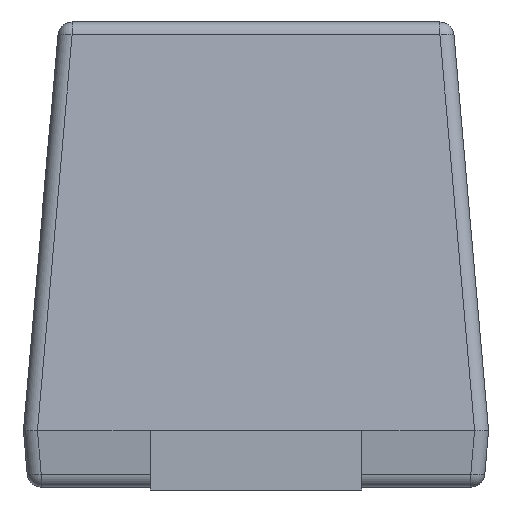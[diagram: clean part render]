
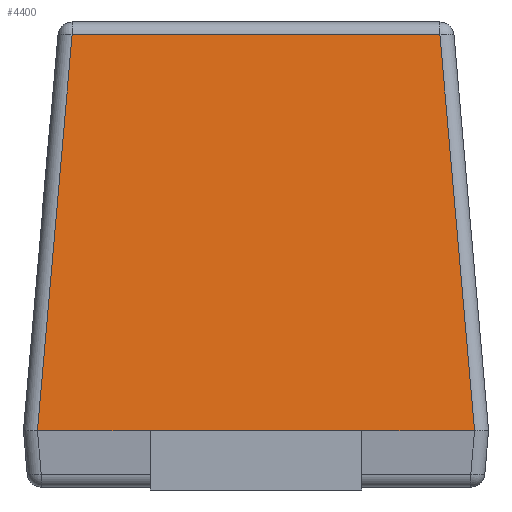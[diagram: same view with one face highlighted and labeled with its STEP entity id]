
A CAD part, left-side view. The second image highlights one B-rep face of the part: STEP entity #4400.
In plain terms, the highlighted planar face has unit normal (-0.996, 0, 0.087).
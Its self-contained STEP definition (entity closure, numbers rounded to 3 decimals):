
#122 = CARTESIAN_POINT ( 'NONE',  ( -1.325, 0.776, -0.004 ) ) ;
#684 = LINE ( 'NONE', #7878, #12371 ) ;
#1252 = ORIENTED_EDGE ( 'NONE', *, *, #1991, .T. ) ;
#1574 = FACE_OUTER_BOUND ( 'NONE', #11981, .T. ) ;
#1756 = CARTESIAN_POINT ( 'NONE',  ( -1.325, -0.375, 0. ) ) ;
#1933 = VERTEX_POINT ( 'NONE', #2439 ) ;
#1991 = EDGE_CURVE ( 'NONE', #4235, #8998, #684, .T. ) ;
#2389 = EDGE_CURVE ( 'NONE', #11246, #7688, #12166, .T. ) ;
#2439 = CARTESIAN_POINT ( 'NONE',  ( -1.325, 0.375, 0. ) ) ;
#2459 = EDGE_CURVE ( 'NONE', #8998, #12746, #7257, .T. ) ;
#2615 = LINE ( 'NONE', #4704, #10887 ) ;
#2718 = DIRECTION ( 'NONE',  ( -0.996, 0., 0.087 ) ) ;
#3625 = DIRECTION ( 'NONE',  ( 0., -1., 0. ) ) ;
#3662 = VECTOR ( 'NONE', #4222, 1000. ) ;
#4222 = DIRECTION ( 'NONE',  ( -0.087, 0.087, -0.992 ) ) ;
#4235 = VERTEX_POINT ( 'NONE', #9001 ) ;
#4241 = ORIENTED_EDGE ( 'NONE', *, *, #7307, .T. ) ;
#4365 = CARTESIAN_POINT ( 'NONE',  ( -1.202, 0.652, 1.404 ) ) ;
#4400 = ADVANCED_FACE ( 'NONE', ( #1574 ), #10810, .T. ) ;
#4454 = CARTESIAN_POINT ( 'NONE',  ( -1.325, 0.775, 0. ) ) ;
#4704 = CARTESIAN_POINT ( 'NONE',  ( -1.325, 0.825, 0. ) ) ;
#5007 = DIRECTION ( 'NONE',  ( 0., 1., 0. ) ) ;
#5049 = DIRECTION ( 'NONE',  ( 0., -1., 0. ) ) ;
#5303 = AXIS2_PLACEMENT_3D ( 'NONE', #8372, #2718, #9962 ) ;
#5478 = DIRECTION ( 'NONE',  ( 0., -1., 0. ) ) ;
#5743 = CARTESIAN_POINT ( 'NONE',  ( -1.325, -0.775, 0. ) ) ;
#6107 = EDGE_CURVE ( 'NONE', #1933, #11246, #11267, .T. ) ;
#6212 = VECTOR ( 'NONE', #5049, 1000. ) ;
#6248 = CARTESIAN_POINT ( 'NONE',  ( -1.325, 0.825, 0. ) ) ;
#6464 = ORIENTED_EDGE ( 'NONE', *, *, #2459, .T. ) ;
#6494 = CARTESIAN_POINT ( 'NONE',  ( -1.325, 0.825, 0. ) ) ;
#6582 = EDGE_CURVE ( 'NONE', #12746, #1933, #2615, .T. ) ;
#7051 = DIRECTION ( 'NONE',  ( 0.087, 0.087, 0.992 ) ) ;
#7257 = LINE ( 'NONE', #122, #3662 ) ;
#7307 = EDGE_CURVE ( 'NONE', #7688, #4235, #11947, .T. ) ;
#7479 = VECTOR ( 'NONE', #5478, 1000. ) ;
#7688 = VERTEX_POINT ( 'NONE', #5743 ) ;
#7878 = CARTESIAN_POINT ( 'NONE',  ( -1.202, 0.698, 1.404 ) ) ;
#8372 = CARTESIAN_POINT ( 'NONE',  ( -1.325, 0.825, 0. ) ) ;
#8611 = ORIENTED_EDGE ( 'NONE', *, *, #6582, .T. ) ;
#8616 = ORIENTED_EDGE ( 'NONE', *, *, #2389, .T. ) ;
#8837 = VECTOR ( 'NONE', #7051, 1000. ) ;
#8998 = VERTEX_POINT ( 'NONE', #4365 ) ;
#9001 = CARTESIAN_POINT ( 'NONE',  ( -1.202, -0.652, 1.404 ) ) ;
#9962 = DIRECTION ( 'NONE',  ( 0.087, 0., 0.996 ) ) ;
#10810 = PLANE ( 'NONE',  #5303 ) ;
#10887 = VECTOR ( 'NONE', #3625, 1000. ) ;
#10958 = CARTESIAN_POINT ( 'NONE',  ( -1.313, -0.763, 0.138 ) ) ;
#11246 = VERTEX_POINT ( 'NONE', #1756 ) ;
#11267 = LINE ( 'NONE', #6494, #7479 ) ;
#11947 = LINE ( 'NONE', #10958, #8837 ) ;
#11981 = EDGE_LOOP ( 'NONE', ( #1252, #6464, #8611, #12997, #8616, #4241 ) ) ;
#12166 = LINE ( 'NONE', #6248, #6212 ) ;
#12371 = VECTOR ( 'NONE', #5007, 1000. ) ;
#12746 = VERTEX_POINT ( 'NONE', #4454 ) ;
#12997 = ORIENTED_EDGE ( 'NONE', *, *, #6107, .T. ) ;
